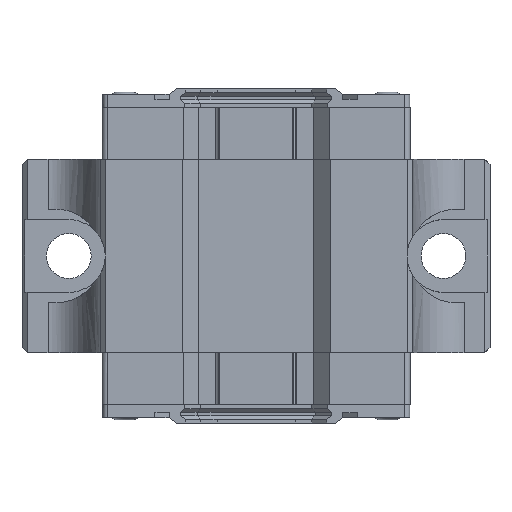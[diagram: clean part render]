
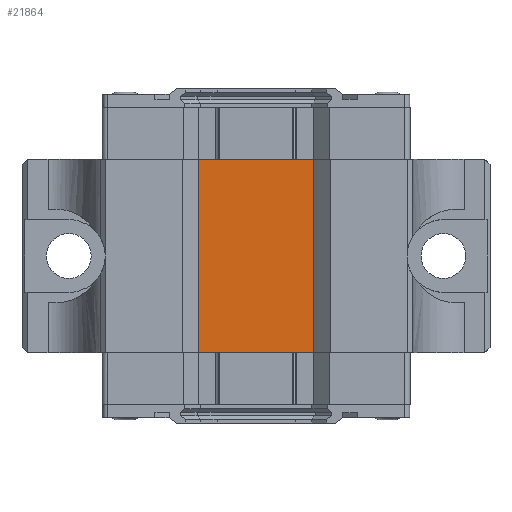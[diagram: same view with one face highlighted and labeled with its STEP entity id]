
A CAD part, front view. The second image highlights one B-rep face of the part: STEP entity #21864.
In plain terms, the highlighted planar face has unit normal (0, -1, 0).
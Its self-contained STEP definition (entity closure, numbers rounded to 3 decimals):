
#1177=PLANE('',#23541);
#2138=LINE('',#36878,#4164);
#2144=LINE('',#36902,#4170);
#2994=LINE('',#44227,#5020);
#3055=LINE('',#44500,#5081);
#3173=LINE('',#44879,#5199);
#3175=LINE('',#44882,#5201);
#3184=LINE('',#44897,#5210);
#3210=LINE('',#44966,#5236);
#4164=VECTOR('',#26220,0.169);
#4170=VECTOR('',#26240,0.169);
#5020=VECTOR('',#28330,0.169);
#5081=VECTOR('',#28527,0.169);
#5199=VECTOR('',#28781,37.2);
#5201=VECTOR('',#28785,37.2);
#5210=VECTOR('',#28806,22.2);
#5236=VECTOR('',#28868,22.2);
#6403=FACE_OUTER_BOUND('',#7711,.T.);
#7711=EDGE_LOOP('',(#19155,#19156,#19157,#19158,#19159,#19160,#19161,#19162));
#9373=VERTEX_POINT('',#35680);
#9390=VERTEX_POINT('',#35746);
#9503=VERTEX_POINT('',#36877);
#9514=VERTEX_POINT('',#36901);
#10245=VERTEX_POINT('',#43366);
#10262=VERTEX_POINT('',#43432);
#10292=VERTEX_POINT('',#44226);
#10364=VERTEX_POINT('',#44499);
#11901=EDGE_CURVE('',#9373,#9503,#2138,.T.);
#11913=EDGE_CURVE('',#9514,#9390,#2144,.T.);
#13115=EDGE_CURVE('',#10292,#10262,#2994,.T.);
#13217=EDGE_CURVE('',#10245,#10364,#3055,.T.);
#13369=EDGE_CURVE('',#10364,#9514,#3173,.T.);
#13371=EDGE_CURVE('',#9503,#10292,#3175,.T.);
#13380=EDGE_CURVE('',#10262,#10245,#3184,.T.);
#13408=EDGE_CURVE('',#9390,#9373,#3210,.T.);
#19155=ORIENTED_EDGE('',*,*,#13371,.F.);
#19156=ORIENTED_EDGE('',*,*,#11901,.F.);
#19157=ORIENTED_EDGE('',*,*,#13408,.F.);
#19158=ORIENTED_EDGE('',*,*,#11913,.F.);
#19159=ORIENTED_EDGE('',*,*,#13369,.F.);
#19160=ORIENTED_EDGE('',*,*,#13217,.F.);
#19161=ORIENTED_EDGE('',*,*,#13380,.F.);
#19162=ORIENTED_EDGE('',*,*,#13115,.F.);
#21864=ADVANCED_FACE('',(#6403),#1177,.F.);
#23541=AXIS2_PLACEMENT_3D('',#44965,#28866,#28867);
#26220=DIRECTION('',(1.,0.,0.));
#26240=DIRECTION('',(1.,0.,0.));
#28330=DIRECTION('',(-1.,0.,0.));
#28527=DIRECTION('',(-1.,0.,0.));
#28781=DIRECTION('',(0.,0.,1.));
#28785=DIRECTION('',(0.,0.,-1.));
#28806=DIRECTION('',(-1.,0.,0.));
#28866=DIRECTION('center_axis',(0.,1.,0.));
#28867=DIRECTION('ref_axis',(0.,0.,1.));
#28868=DIRECTION('',(1.,0.,0.));
#35680=CARTESIAN_POINT('',(11.1,4.05,18.6));
#35746=CARTESIAN_POINT('',(-11.1,4.05,18.6));
#36877=CARTESIAN_POINT('',(11.269,4.05,18.6));
#36878=CARTESIAN_POINT('',(5.634,4.05,18.6));
#36901=CARTESIAN_POINT('',(-11.269,4.05,18.6));
#36902=CARTESIAN_POINT('',(5.634,4.05,18.6));
#43366=CARTESIAN_POINT('',(-11.1,4.05,-18.6));
#43432=CARTESIAN_POINT('',(11.1,4.05,-18.6));
#44226=CARTESIAN_POINT('',(11.269,4.05,-18.6));
#44227=CARTESIAN_POINT('',(5.634,4.05,-18.6));
#44499=CARTESIAN_POINT('',(-11.269,4.05,-18.6));
#44500=CARTESIAN_POINT('',(5.634,4.05,-18.6));
#44879=CARTESIAN_POINT('',(-11.269,4.05,18.6));
#44882=CARTESIAN_POINT('',(11.269,4.05,18.6));
#44897=CARTESIAN_POINT('',(11.269,4.05,-18.6));
#44965=CARTESIAN_POINT('Origin',(11.269,4.05,18.6));
#44966=CARTESIAN_POINT('',(0.,4.05,18.6));
